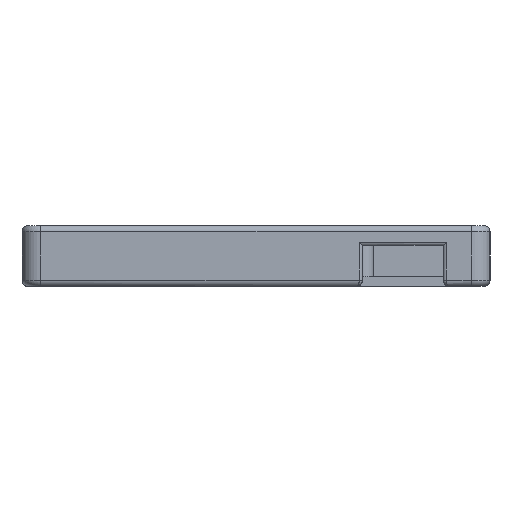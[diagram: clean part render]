
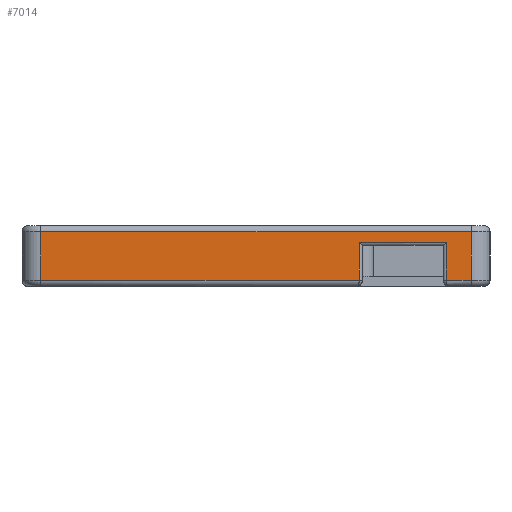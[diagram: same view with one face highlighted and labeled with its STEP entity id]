
A CAD part, left-side view. The second image highlights one B-rep face of the part: STEP entity #7014.
In plain terms, the highlighted planar face has unit normal (-1, 0, 0).
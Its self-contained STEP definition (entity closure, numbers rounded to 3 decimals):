
#479=PLANE('',#7412);
#662=FACE_OUTER_BOUND('',#1044,.T.);
#1044=EDGE_LOOP('',(#4685,#4686,#4687,#4688,#4689,#4690,#4691,#4692));
#1509=LINE('',#10383,#2201);
#1511=LINE('',#10389,#2203);
#1512=LINE('',#10391,#2204);
#1513=LINE('',#10393,#2205);
#1514=LINE('',#10395,#2206);
#1515=LINE('',#10397,#2207);
#1516=LINE('',#10399,#2208);
#1517=LINE('',#10400,#2209);
#2201=VECTOR('',#8173,10.);
#2203=VECTOR('',#8179,10.);
#2204=VECTOR('',#8180,10.);
#2205=VECTOR('',#8181,10.);
#2206=VECTOR('',#8182,10.);
#2207=VECTOR('',#8183,10.);
#2208=VECTOR('',#8184,10.);
#2209=VECTOR('',#8185,10.);
#2906=VERTEX_POINT('',#10380);
#2907=VERTEX_POINT('',#10382);
#2909=VERTEX_POINT('',#10388);
#2910=VERTEX_POINT('',#10390);
#2911=VERTEX_POINT('',#10392);
#2912=VERTEX_POINT('',#10394);
#2913=VERTEX_POINT('',#10396);
#2914=VERTEX_POINT('',#10398);
#3610=EDGE_CURVE('',#2906,#2907,#1509,.T.);
#3613=EDGE_CURVE('',#2907,#2909,#1511,.T.);
#3614=EDGE_CURVE('',#2910,#2906,#1512,.T.);
#3615=EDGE_CURVE('',#2911,#2910,#1513,.T.);
#3616=EDGE_CURVE('',#2911,#2912,#1514,.T.);
#3617=EDGE_CURVE('',#2913,#2912,#1515,.T.);
#3618=EDGE_CURVE('',#2914,#2913,#1516,.T.);
#3619=EDGE_CURVE('',#2909,#2914,#1517,.T.);
#4685=ORIENTED_EDGE('',*,*,#3613,.F.);
#4686=ORIENTED_EDGE('',*,*,#3610,.F.);
#4687=ORIENTED_EDGE('',*,*,#3614,.F.);
#4688=ORIENTED_EDGE('',*,*,#3615,.F.);
#4689=ORIENTED_EDGE('',*,*,#3616,.T.);
#4690=ORIENTED_EDGE('',*,*,#3617,.F.);
#4691=ORIENTED_EDGE('',*,*,#3618,.F.);
#4692=ORIENTED_EDGE('',*,*,#3619,.F.);
#7014=ADVANCED_FACE('',(#662),#479,.T.);
#7412=AXIS2_PLACEMENT_3D('',#10387,#8177,#8178);
#8173=DIRECTION('',(0.,1.,0.));
#8177=DIRECTION('center_axis',(-1.,0.,0.));
#8178=DIRECTION('ref_axis',(0.,1.,0.));
#8179=DIRECTION('',(0.,0.,-1.));
#8180=DIRECTION('',(0.,0.,1.));
#8181=DIRECTION('',(0.,1.,0.));
#8182=DIRECTION('',(0.,0.,1.));
#8183=DIRECTION('',(0.,-1.,0.));
#8184=DIRECTION('',(0.,0.,1.));
#8185=DIRECTION('',(0.,1.,0.));
#10380=CARTESIAN_POINT('',(16.4,25.4,-1.5));
#10382=CARTESIAN_POINT('',(16.4,39.4,-1.5));
#10383=CARTESIAN_POINT('',(16.4,26.15,-1.5));
#10387=CARTESIAN_POINT('Origin',(16.4,21.4,0.));
#10388=CARTESIAN_POINT('',(16.4,39.4,-7.6));
#10389=CARTESIAN_POINT('',(16.4,39.4,0.));
#10390=CARTESIAN_POINT('',(16.4,25.4,-7.6));
#10391=CARTESIAN_POINT('',(16.4,25.4,-4.75));
#10392=CARTESIAN_POINT('',(16.4,21.4,-7.6));
#10393=CARTESIAN_POINT('',(16.4,38.7,-7.6));
#10394=CARTESIAN_POINT('',(16.4,21.4,0.2));
#10395=CARTESIAN_POINT('',(16.4,21.4,0.));
#10396=CARTESIAN_POINT('',(16.4,90.6,0.2));
#10397=CARTESIAN_POINT('',(16.4,38.7,0.2));
#10398=CARTESIAN_POINT('',(16.4,90.6,-7.6));
#10399=CARTESIAN_POINT('',(16.4,90.6,0.));
#10400=CARTESIAN_POINT('',(16.4,38.7,-7.6));
